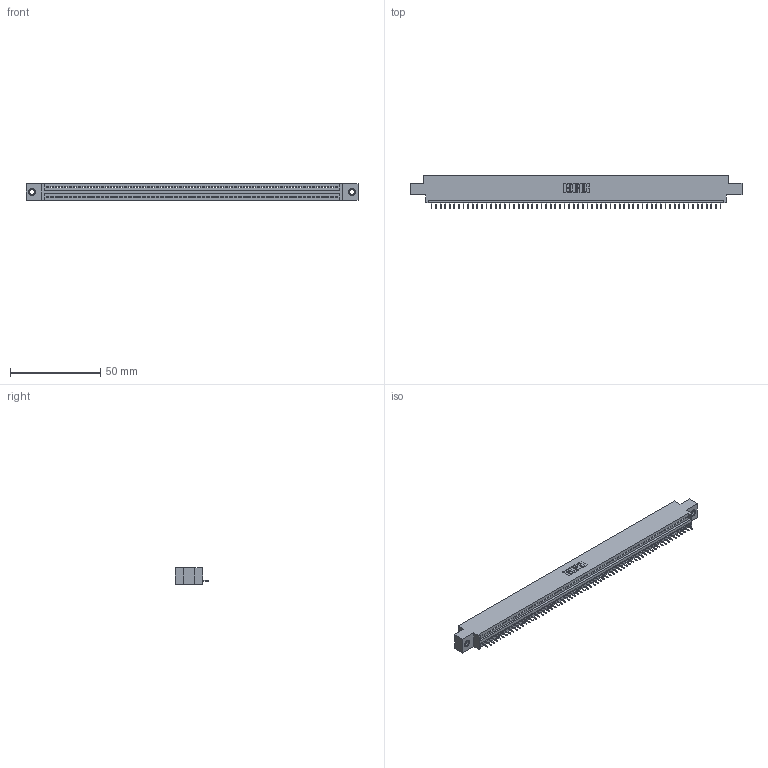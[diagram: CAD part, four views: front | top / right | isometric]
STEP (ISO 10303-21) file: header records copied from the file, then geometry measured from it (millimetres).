
FILE_DESCRIPTION (( 'STEP AP203' ), '1' );
FILE_NAME ('895-064-525-607.STEP', '2020-09-28T10:49:31', ( '' ), ( '' ), 'SwSTEP 2.0', 'SolidWorks 2020', '' );
FILE_SCHEMA (( 'CONFIG_CONTROL_DESIGN' ));
Length unit declared in the file: inch
Products named in the file (4): 895-064-525-607; 845 Part_0.170 Offset - 0.156 Dia-TI; 345-292-001_345-293-125; 345-250-001_345-250-005-103
Assembly tree (67 placements, depth 2):
  895-064-525-607
    845 Part_0.170 Offset - 0.156 Dia-TI
    345-292-001_345-293-125  x64
    345-250-001_345-250-005-103  x2
Bounding box: 183.77 x 18.72 x 9.4 mm (x, y, z)
Volume: 17246.6 mm3; surface area: 22505.9 mm2
Topology: 67 solids, 67 shells, 4158 faces, 12009 edges, 7742 vertices
Faces by surface type: plane 3060, cylinder 1082, cone 12, torus 4
Entity records: 46598 total; most frequent: CARTESIAN_POINT 8051, ORIENTED_EDGE 8042, DIRECTION 7027, EDGE_CURVE 4021, LINE 3617, VECTOR 3617, VERTEX_POINT 2672, AXIS2_PLACEMENT_3D 1705
